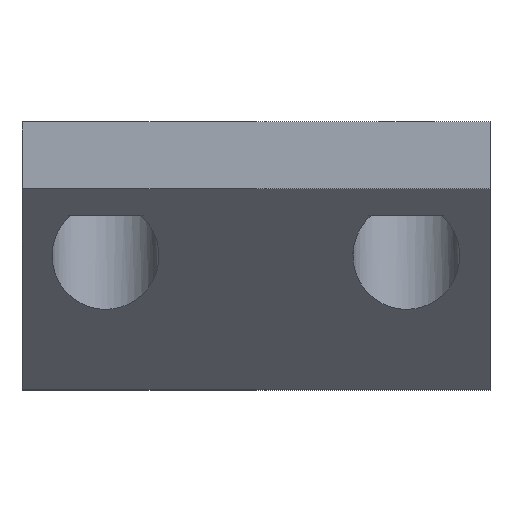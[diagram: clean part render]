
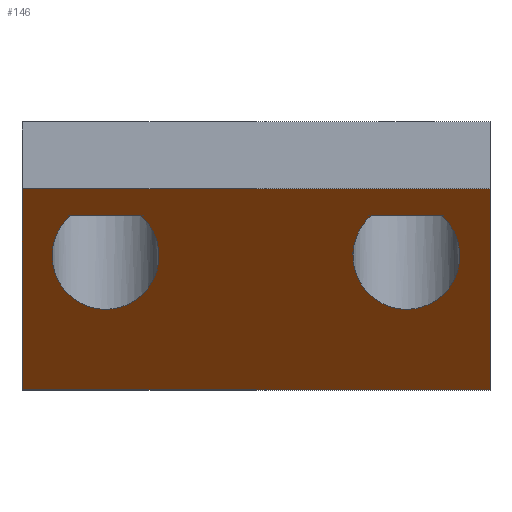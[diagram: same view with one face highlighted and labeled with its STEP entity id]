
A CAD part, top view. The second image highlights one B-rep face of the part: STEP entity #146.
In plain terms, the highlighted planar face has unit normal (0, -0.707, 0.707).
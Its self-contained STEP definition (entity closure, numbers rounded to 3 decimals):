
#146=ADVANCED_FACE('',(#183,#184,#185),#168,.F.);
#168=PLANE('',#472);
#183=FACE_BOUND('',#211,.T.);
#184=FACE_BOUND('',#212,.T.);
#185=FACE_BOUND('',#213,.T.);
#211=EDGE_LOOP('',(#258,#259));
#212=EDGE_LOOP('',(#260,#261,#262,#263));
#213=EDGE_LOOP('',(#264,#265));
#248=ELLIPSE('',#470,5.657,4.);
#249=ELLIPSE('',#471,5.657,4.);
#258=ORIENTED_EDGE('',*,*,#378,.T.);
#259=ORIENTED_EDGE('',*,*,#379,.T.);
#260=ORIENTED_EDGE('',*,*,#380,.F.);
#261=ORIENTED_EDGE('',*,*,#381,.F.);
#262=ORIENTED_EDGE('',*,*,#382,.F.);
#263=ORIENTED_EDGE('',*,*,#383,.F.);
#264=ORIENTED_EDGE('',*,*,#384,.T.);
#265=ORIENTED_EDGE('',*,*,#385,.T.);
#346=VERTEX_POINT('',#634);
#347=VERTEX_POINT('',#635);
#348=VERTEX_POINT('',#638);
#349=VERTEX_POINT('',#639);
#350=VERTEX_POINT('',#641);
#351=VERTEX_POINT('',#643);
#352=VERTEX_POINT('',#646);
#353=VERTEX_POINT('',#647);
#378=EDGE_CURVE('',#346,#347,#420,.T.);
#379=EDGE_CURVE('',#347,#346,#248,.T.);
#380=EDGE_CURVE('',#348,#349,#421,.T.);
#381=EDGE_CURVE('',#350,#348,#422,.T.);
#382=EDGE_CURVE('',#351,#350,#423,.T.);
#383=EDGE_CURVE('',#349,#351,#424,.T.);
#384=EDGE_CURVE('',#352,#353,#425,.T.);
#385=EDGE_CURVE('',#353,#352,#249,.T.);
#420=LINE('',#633,#446);
#421=LINE('',#637,#447);
#422=LINE('',#640,#448);
#423=LINE('',#642,#449);
#424=LINE('',#644,#450);
#425=LINE('',#645,#451);
#446=VECTOR('',#521,1.);
#447=VECTOR('',#524,1.);
#448=VECTOR('',#525,1.);
#449=VECTOR('',#526,1.);
#450=VECTOR('',#527,1.);
#451=VECTOR('',#528,1.);
#470=AXIS2_PLACEMENT_3D('',#636,#522,#523);
#471=AXIS2_PLACEMENT_3D('',#648,#529,#530);
#472=AXIS2_PLACEMENT_3D('',#649,#531,#532);
#521=DIRECTION('',(1.,0.,0.));
#522=DIRECTION('',(0.,0.707,-0.707));
#523=DIRECTION('',(0.,0.707,0.707));
#524=DIRECTION('',(0.,-0.707,-0.707));
#525=DIRECTION('',(1.,0.,0.));
#526=DIRECTION('',(0.,0.707,0.707));
#527=DIRECTION('',(-1.,0.,0.));
#528=DIRECTION('',(1.,0.,0.));
#529=DIRECTION('',(0.,0.707,-0.707));
#530=DIRECTION('',(0.,0.707,0.707));
#531=DIRECTION('',(0.,0.707,-0.707));
#532=DIRECTION('',(-1.,0.,0.));
#633=CARTESIAN_POINT('',(17.5,-8.,22.));
#634=CARTESIAN_POINT('',(-13.896,-8.,22.));
#635=CARTESIAN_POINT('',(-8.604,-8.,22.));
#636=CARTESIAN_POINT('',(-11.25,-11.,19.));
#637=CARTESIAN_POINT('',(17.5,-21.,9.));
#638=CARTESIAN_POINT('',(17.5,-6.,24.));
#639=CARTESIAN_POINT('',(17.5,-21.,9.));
#640=CARTESIAN_POINT('',(17.5,-6.,24.));
#641=CARTESIAN_POINT('',(-17.5,-6.,24.));
#642=CARTESIAN_POINT('',(-17.5,-15.,15.));
#643=CARTESIAN_POINT('',(-17.5,-21.,9.));
#644=CARTESIAN_POINT('',(17.5,-21.,9.));
#645=CARTESIAN_POINT('',(17.5,-8.,22.));
#646=CARTESIAN_POINT('',(8.604,-8.,22.));
#647=CARTESIAN_POINT('',(13.896,-8.,22.));
#648=CARTESIAN_POINT('',(11.25,-11.,19.));
#649=CARTESIAN_POINT('',(17.5,-21.,9.));
